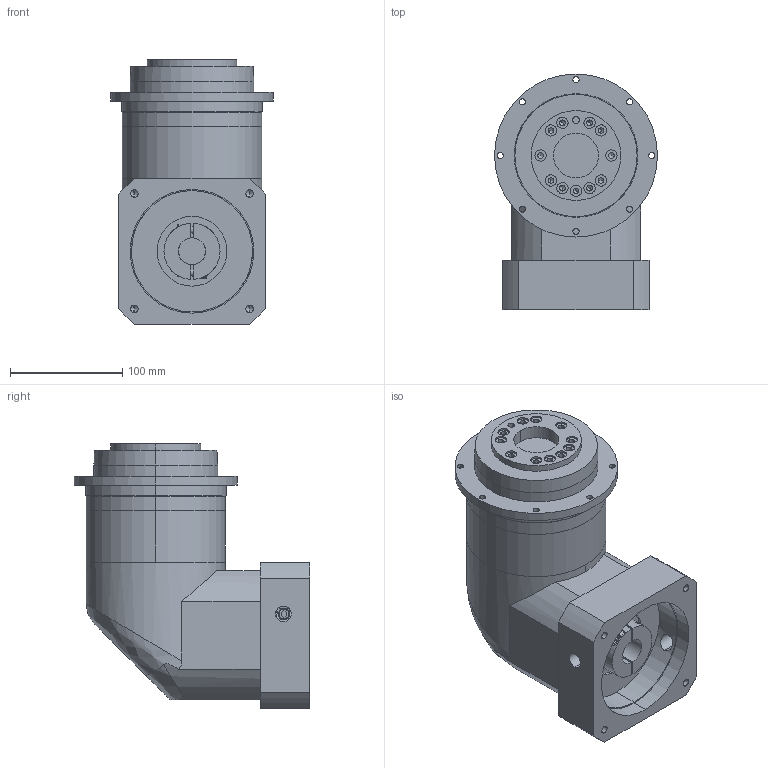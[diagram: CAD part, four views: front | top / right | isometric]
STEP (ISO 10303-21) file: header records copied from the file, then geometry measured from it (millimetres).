
FILE_DESCRIPTION (( 'STEP AP203' ), '1' );
FILE_NAME ('GPDR110-L2-(24-110-145-M8).STEP', '2022-05-26T06:37:50', ( '微软用户' ), ( '微软中国' ), 'SwSTEP 2.0', 'SolidWorks 2018', '' );
FILE_SCHEMA (( 'CONFIG_CONTROL_DESIGN' ));
Length unit declared in the file: millimetre
Products named in the file (1): GPDR110-L2-(24-110-145-M8)
Bounding box: 145 x 209.5 x 235.5 mm (x, y, z)
Volume: 3258039.6 mm3; surface area: 237280.4 mm2
Topology: 3 solids, 3 shells, 245 faces, 586 edges, 361 vertices
Faces by surface type: cylinder 132, plane 72, cone 34, torus 4, bspline 3
Entity records: 7781 total; most frequent: CARTESIAN_POINT 1958, DIRECTION 1279, ORIENTED_EDGE 1112, EDGE_CURVE 556, AXIS2_PLACEMENT_3D 511, VERTEX_POINT 361, EDGE_LOOP 313, CIRCLE 268
